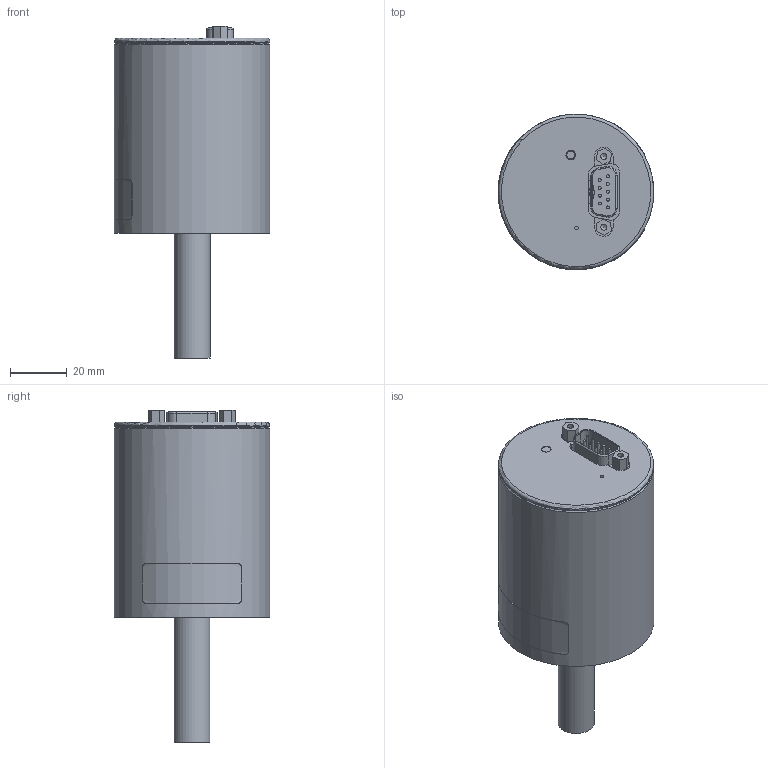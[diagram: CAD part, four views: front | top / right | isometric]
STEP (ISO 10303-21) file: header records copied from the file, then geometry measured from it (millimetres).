
FILE_DESCRIPTION(/* description */ (''),/* implementation_level */ '2;1');
FILE_NAME(/* name */ 'Röhre_kpl_Tube.stp',/* time_stamp */ '2015-07-24T08:28:15+02:00',/* author */ ('GOP'),/* organization */ (''),/* preprocessor_version */ 'ST-DEVELOPER v15.2',/* originating_system */ 'Autodesk Inventor 2014',/* authorisation */ '');
FILE_SCHEMA (('AUTOMOTIVE_DESIGN { 1 0 10303 214 3 1 1 }'));
Length unit declared in the file: millimetre
Products named in the file (1): Röhre_kpl_Tube
Bounding box: 55.1 x 55 x 117.3 mm (x, y, z)
Volume: 16845.7 mm3; surface area: 36420.1 mm2
Topology: 12 solids, 12 shells, 163 faces, 354 edges, 232 vertices
Faces by surface type: plane 78, cylinder 72, torus 9, cone 4
Full cylindrical faces by diameter (mm): 1.02 x9, 1.3 x1, 2.156 x2, 2.8 x1, 2.845 x2, 2.9 x1, 3.2 x3, 3.4 x1, 9.6 x1, 10.2 x1, 12.7 x1, 12.8 x1, 50.85 x1, 53.606 x1, 54.2 x1, 54.8 x1, 55 x1
Entity records: 4445 total; most frequent: DIRECTION 768, CARTESIAN_POINT 748, ORIENTED_EDGE 600, AXIS2_PLACEMENT_3D 312, EDGE_CURVE 300, EDGE_LOOP 222, VERTEX_POINT 212, STYLED_ITEM 175
